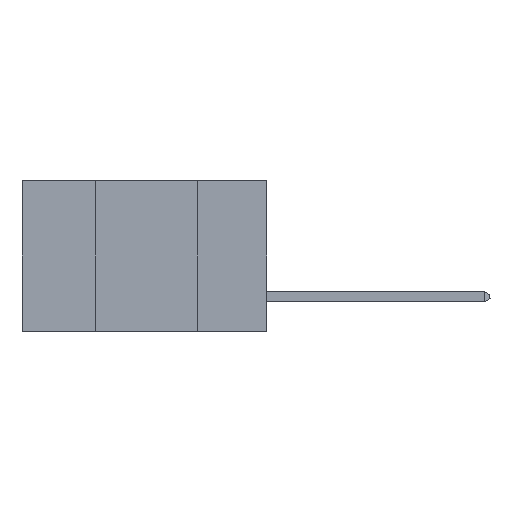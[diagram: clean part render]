
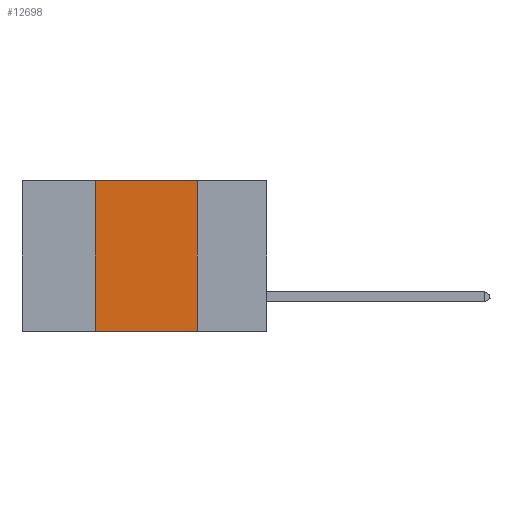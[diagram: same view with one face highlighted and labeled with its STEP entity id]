
A CAD part, left-side view. The second image highlights one B-rep face of the part: STEP entity #12698.
In plain terms, the highlighted planar face has unit normal (-1, 0, 0).
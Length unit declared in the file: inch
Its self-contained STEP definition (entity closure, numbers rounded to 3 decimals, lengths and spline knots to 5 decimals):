
#747 = CARTESIAN_POINT ( 'NONE',  ( 0., 0.17, 0. ) ) ;
#785 = CARTESIAN_POINT ( 'NONE',  ( 0., 0.6, 0. ) ) ;
#2622 = DIRECTION ( 'NONE',  ( 1., 0., 0. ) ) ;
#4071 = CARTESIAN_POINT ( 'NONE',  ( 0., 0.17, 0. ) ) ;
#4930 = VECTOR ( 'NONE', #19563, 39.37008 ) ;
#5395 = AXIS2_PLACEMENT_3D ( 'NONE', #785, #2622, #8859 ) ;
#6390 = EDGE_LOOP ( 'NONE', ( #6928, #21243, #20822, #10019 ) ) ;
#6763 = VERTEX_POINT ( 'NONE', #747 ) ;
#6808 = EDGE_CURVE ( 'NONE', #18691, #22186, #23676, .T. ) ;
#6928 = ORIENTED_EDGE ( 'NONE', *, *, #21458, .F. ) ;
#6981 = DIRECTION ( 'NONE',  ( 0., -1., 0. ) ) ;
#7632 = CARTESIAN_POINT ( 'NONE',  ( 0., 0.42, 0. ) ) ;
#8090 = DIRECTION ( 'NONE',  ( 0., 0., -1. ) ) ;
#8859 = DIRECTION ( 'NONE',  ( 0., 0., -1. ) ) ;
#10019 = ORIENTED_EDGE ( 'NONE', *, *, #11643, .T. ) ;
#10227 = VERTEX_POINT ( 'NONE', #13805 ) ;
#11643 = EDGE_CURVE ( 'NONE', #18691, #10227, #24360, .T. ) ;
#12698 = ADVANCED_FACE ( 'NONE', ( #25873 ), #16966, .F. ) ;
#13632 = CARTESIAN_POINT ( 'NONE',  ( 0., 0.6, 0. ) ) ;
#13805 = CARTESIAN_POINT ( 'NONE',  ( 0., 0.17, -0.37 ) ) ;
#14815 = DIRECTION ( 'NONE',  ( 0., 0., 1. ) ) ;
#15086 = CARTESIAN_POINT ( 'NONE',  ( 0., 0.42, -0.37 ) ) ;
#15403 = LINE ( 'NONE', #4071, #16685 ) ;
#16685 = VECTOR ( 'NONE', #8090, 39.37008 ) ;
#16966 = PLANE ( 'NONE',  #5395 ) ;
#18691 = VERTEX_POINT ( 'NONE', #15086 ) ;
#18831 = CARTESIAN_POINT ( 'NONE',  ( 0., 0.6, -0.37 ) ) ;
#19323 = VECTOR ( 'NONE', #6981, 39.37008 ) ;
#19563 = DIRECTION ( 'NONE',  ( 0., -1., 0. ) ) ;
#20822 = ORIENTED_EDGE ( 'NONE', *, *, #6808, .F. ) ;
#21243 = ORIENTED_EDGE ( 'NONE', *, *, #21922, .F. ) ;
#21458 = EDGE_CURVE ( 'NONE', #6763, #10227, #15403, .T. ) ;
#21922 = EDGE_CURVE ( 'NONE', #22186, #6763, #24543, .T. ) ;
#22186 = VERTEX_POINT ( 'NONE', #7632 ) ;
#23222 = CARTESIAN_POINT ( 'NONE',  ( 0., 0.42, 0. ) ) ;
#23676 = LINE ( 'NONE', #23222, #25866 ) ;
#24360 = LINE ( 'NONE', #18831, #19323 ) ;
#24543 = LINE ( 'NONE', #13632, #4930 ) ;
#25866 = VECTOR ( 'NONE', #14815, 39.37008 ) ;
#25873 = FACE_OUTER_BOUND ( 'NONE', #6390, .T. ) ;
